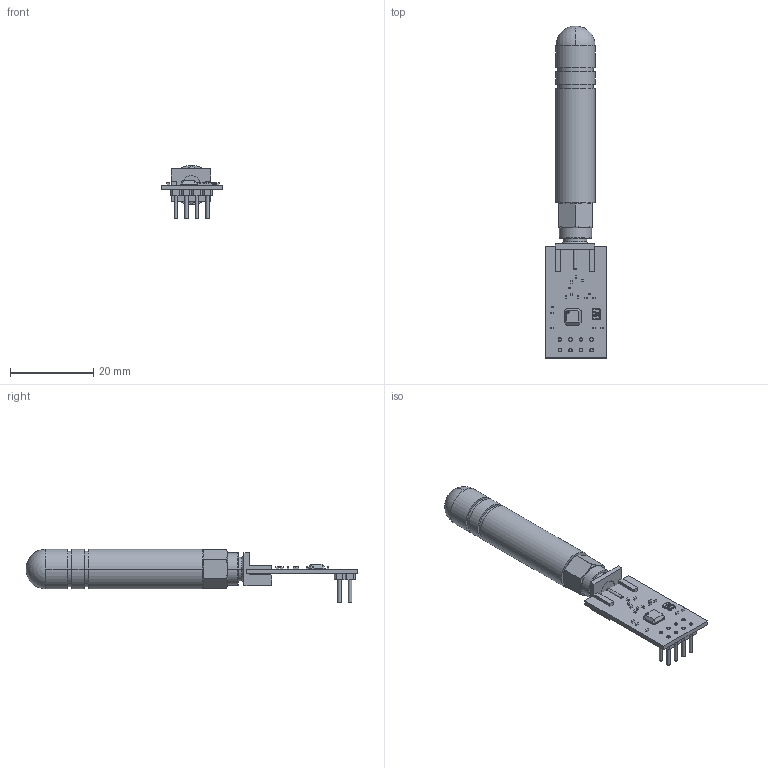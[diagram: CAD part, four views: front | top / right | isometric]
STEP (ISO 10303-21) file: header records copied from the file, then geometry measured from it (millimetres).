
FILE_DESCRIPTION(('Open CASCADE Model'),'2;1');
FILE_NAME('Open CASCADE Shape Model','2017-04-17T11:49:37',('Author'),( 'Open CASCADE'),'Open CASCADE STEP processor 6.5','Open CASCADE 6.5' ,'Unknown');
FILE_SCHEMA(('AUTOMOTIVE_DESIGN { 1 0 10303 214 1 1 1 1 }'));
Length unit declared in the file: millimetre
Products named in the file (35): PCB; Board; C11; 794513696; Extruded; C8; C2; *3; User_Library-142-0701-881; User_Library-Antenna_AP22A; L15; 806030432; L13; C12; R10; C9; C7; C6; P1; 794511520; 794511648; 812310552; Cylinder; R14; L4; R3; C5; L1; *2; User_Library-GeyerElectronics_KX6; IC1; User_Library-CC1101
Assembly tree (60 placements, depth 4):
  PCB
    Board
    C11
      794513696
        Extruded
    C8
      794513696
        Extruded
    C2
      794513696
        Extruded
    *3
      User_Library-142-0701-881
      User_Library-Antenna_AP22A
    L15
      806030432
        Extruded
    L13
      806030432
        Extruded
    C12
      794513696
        Extruded
    R10
      806030432
        Extruded
    C9
      794513696
        Extruded
    C7
      794513696
        Extruded
    C6
      794513696
        Extruded
    P1
      794511520  x7
        Extruded
      794511648
        Extruded
      812310552  x8
        Cylinder
    R14
      806030432
        Extruded
    L4
      794513696
        Extruded
    R3
      806030432
        Extruded
    C5
      794513696
        Extruded
    L1
      794513696
        Extruded
    *2
      User_Library-GeyerElectronics_KX6
    IC1
Bounding box: 14.86 x 79.86 x 12.84 mm (x, y, z)
Volume: 4019.1 mm3; surface area: 3914.6 mm2
Topology: 37 solids, 37 shells, 659 faces, 1560 edges, 992 vertices
Faces by surface type: plane 419, cylinder 117, bspline 53, cone 32, torus 24, sphere 14
Full cylindrical faces by diameter (mm): 0.8 x8, 0.9 x8
Entity records: 42988 total; most frequent: CARTESIAN_POINT 16895, DIRECTION 3864, ORIENTED_EDGE 2462, PCURVE 2462, DEFINITIONAL_REPRESENTATION 2462, LINE 2189, VECTOR 2189, EDGE_CURVE 1231
